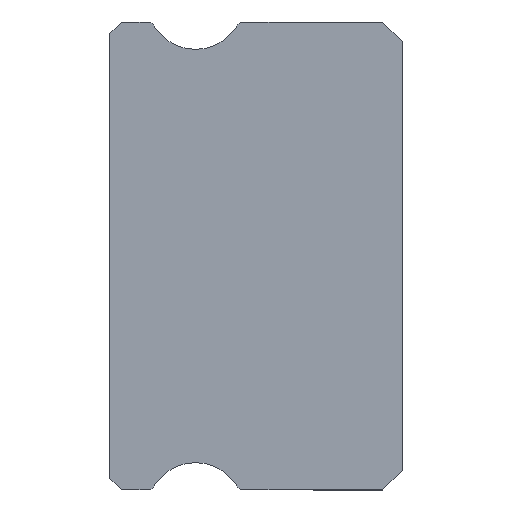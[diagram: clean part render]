
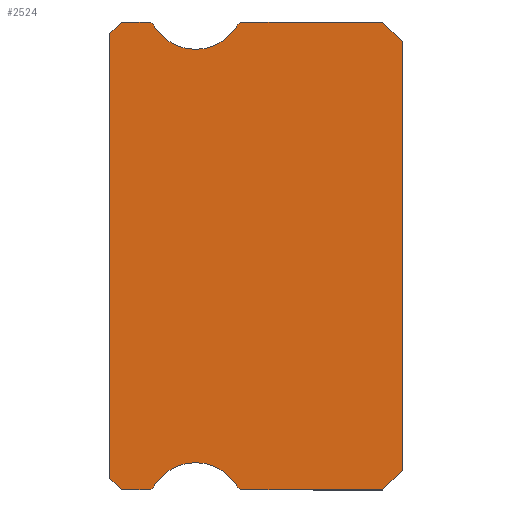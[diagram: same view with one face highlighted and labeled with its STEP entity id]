
A CAD part, left-side view. The second image highlights one B-rep face of the part: STEP entity #2524.
In plain terms, the highlighted planar face has unit normal (-1, 0, 0).
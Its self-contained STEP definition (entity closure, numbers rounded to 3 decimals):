
#7 = VERTEX_POINT ( 'NONE', #2385 ) ;
#12 = AXIS2_PLACEMENT_3D ( 'NONE', #1044, #1886, #840 ) ;
#18 = ORIENTED_EDGE ( 'NONE', *, *, #148, .F. ) ;
#53 = DIRECTION ( 'NONE',  ( 0., 1., 0. ) ) ;
#74 = CIRCLE ( 'NONE', #1598, 0.15 ) ;
#83 = EDGE_CURVE ( 'NONE', #2147, #7, #297, .T. ) ;
#119 = DIRECTION ( 'NONE',  ( 0., 0., -1. ) ) ;
#122 = ORIENTED_EDGE ( 'NONE', *, *, #1704, .F. ) ;
#143 = DIRECTION ( 'NONE',  ( 0., -1., 0. ) ) ;
#146 = EDGE_CURVE ( 'NONE', #2077, #2004, #1958, .T. ) ;
#148 = EDGE_CURVE ( 'NONE', #1320, #1911, #2198, .T. ) ;
#154 = AXIS2_PLACEMENT_3D ( 'NONE', #175, #1013, #119 ) ;
#173 = VECTOR ( 'NONE', #53, 1000. ) ;
#175 = CARTESIAN_POINT ( 'NONE',  ( -15., 5.3, -6.55 ) ) ;
#194 = CIRCLE ( 'NONE', #2230, 1.25 ) ;
#223 = EDGE_CURVE ( 'NONE', #1644, #1320, #1724, .T. ) ;
#285 = ORIENTED_EDGE ( 'NONE', *, *, #223, .F. ) ;
#297 = LINE ( 'NONE', #695, #1506 ) ;
#310 = DIRECTION ( 'NONE',  ( 0., -1., 0. ) ) ;
#320 = LINE ( 'NONE', #351, #2061 ) ;
#323 = CARTESIAN_POINT ( 'NONE',  ( -15., 0.5, -6. ) ) ;
#335 = DIRECTION ( 'NONE',  ( 0., -0.707, -0.707 ) ) ;
#351 = CARTESIAN_POINT ( 'NONE',  ( -15., 0.5, 6. ) ) ;
#361 = CARTESIAN_POINT ( 'NONE',  ( -15., 6.383, 5.925 ) ) ;
#372 = CARTESIAN_POINT ( 'NONE',  ( -15., 0.5, 6. ) ) ;
#379 = CARTESIAN_POINT ( 'NONE',  ( -15., 5.3, 5.3 ) ) ;
#388 = EDGE_LOOP ( 'NONE', ( #1525, #122, #2631, #2486, #1393, #18, #285, #2450, #1847, #441, #561, #2322, #1497, #1725, #2615, #914, #2070 ) ) ;
#393 = VECTOR ( 'NONE', #1179, 1000. ) ;
#441 = ORIENTED_EDGE ( 'NONE', *, *, #146, .T. ) ;
#453 = VERTEX_POINT ( 'NONE', #1159 ) ;
#472 = CARTESIAN_POINT ( 'NONE',  ( -15., 0., -5.5 ) ) ;
#473 = CARTESIAN_POINT ( 'NONE',  ( -15., 0., -5.5 ) ) ;
#485 = CARTESIAN_POINT ( 'NONE',  ( -15., 6.512, 5.85 ) ) ;
#504 = VERTEX_POINT ( 'NONE', #515 ) ;
#515 = CARTESIAN_POINT ( 'NONE',  ( -15., 6.512, 6. ) ) ;
#520 = EDGE_CURVE ( 'NONE', #1447, #1717, #74, .T. ) ;
#525 = DIRECTION ( 'NONE',  ( 0., 0., -1. ) ) ;
#546 = VECTOR ( 'NONE', #551, 1000. ) ;
#551 = DIRECTION ( 'NONE',  ( 0., 1., 0. ) ) ;
#561 = ORIENTED_EDGE ( 'NONE', *, *, #2659, .F. ) ;
#575 = VECTOR ( 'NONE', #1515, 1000. ) ;
#602 = DIRECTION ( 'NONE',  ( 0., 0., -1. ) ) ;
#659 = DIRECTION ( 'NONE',  ( 0., 0., -1. ) ) ;
#695 = CARTESIAN_POINT ( 'NONE',  ( -15., 6.512, -6. ) ) ;
#731 = DIRECTION ( 'NONE',  ( 0., 0., -1. ) ) ;
#746 = DIRECTION ( 'NONE',  ( 1., 0., 0. ) ) ;
#755 = DIRECTION ( 'NONE',  ( -1., 0., 0. ) ) ;
#818 = CARTESIAN_POINT ( 'NONE',  ( -15., 0., 5.5 ) ) ;
#835 = AXIS2_PLACEMENT_3D ( 'NONE', #1900, #895, #659 ) ;
#840 = DIRECTION ( 'NONE',  ( 0., 0., -1. ) ) ;
#855 = CARTESIAN_POINT ( 'NONE',  ( -15., 7.5, -5.7 ) ) ;
#880 = VECTOR ( 'NONE', #2185, 1000. ) ;
#895 = DIRECTION ( 'NONE',  ( -1., 0., 0. ) ) ;
#914 = ORIENTED_EDGE ( 'NONE', *, *, #1158, .F. ) ;
#921 = DIRECTION ( 'NONE',  ( 0., 0.707, -0.707 ) ) ;
#932 = CARTESIAN_POINT ( 'NONE',  ( -15., 0., 5.5 ) ) ;
#934 = CARTESIAN_POINT ( 'NONE',  ( -15., 5.3, 6.55 ) ) ;
#1013 = DIRECTION ( 'NONE',  ( -1., 0., 0. ) ) ;
#1044 = CARTESIAN_POINT ( 'NONE',  ( -15., 6.512, -5.85 ) ) ;
#1069 = CARTESIAN_POINT ( 'NONE',  ( -15., 4.217, 5.925 ) ) ;
#1106 = LINE ( 'NONE', #2554, #1401 ) ;
#1127 = EDGE_CURVE ( 'NONE', #2077, #1593, #2328, .T. ) ;
#1143 = EDGE_CURVE ( 'NONE', #453, #1206, #1106, .T. ) ;
#1158 = EDGE_CURVE ( 'NONE', #504, #1244, #1442, .T. ) ;
#1159 = CARTESIAN_POINT ( 'NONE',  ( -15., 7.2, 6. ) ) ;
#1179 = DIRECTION ( 'NONE',  ( 0., 0., 1. ) ) ;
#1194 = LINE ( 'NONE', #1404, #2040 ) ;
#1206 = VERTEX_POINT ( 'NONE', #1365 ) ;
#1244 = VERTEX_POINT ( 'NONE', #361 ) ;
#1315 = DIRECTION ( 'NONE',  ( 0., 0., -1. ) ) ;
#1320 = VERTEX_POINT ( 'NONE', #2471 ) ;
#1365 = CARTESIAN_POINT ( 'NONE',  ( -15., 7.5, 5.7 ) ) ;
#1389 = EDGE_CURVE ( 'NONE', #1911, #7, #2557, .T. ) ;
#1393 = ORIENTED_EDGE ( 'NONE', *, *, #1389, .F. ) ;
#1401 = VECTOR ( 'NONE', #921, 1000. ) ;
#1404 = CARTESIAN_POINT ( 'NONE',  ( -15., 6.512, 6. ) ) ;
#1435 = AXIS2_PLACEMENT_3D ( 'NONE', #2148, #2550, #2003 ) ;
#1442 = CIRCLE ( 'NONE', #1790, 0.15 ) ;
#1447 = VERTEX_POINT ( 'NONE', #1069 ) ;
#1497 = ORIENTED_EDGE ( 'NONE', *, *, #520, .F. ) ;
#1506 = VECTOR ( 'NONE', #310, 1000. ) ;
#1515 = DIRECTION ( 'NONE',  ( 0., 0.707, -0.707 ) ) ;
#1525 = ORIENTED_EDGE ( 'NONE', *, *, #1143, .T. ) ;
#1545 = EDGE_CURVE ( 'NONE', #2416, #2147, #2562, .T. ) ;
#1569 = EDGE_CURVE ( 'NONE', #1593, #1644, #2574, .T. ) ;
#1570 = CARTESIAN_POINT ( 'NONE',  ( -15., 7.2, 6. ) ) ;
#1593 = VERTEX_POINT ( 'NONE', #323 ) ;
#1598 = AXIS2_PLACEMENT_3D ( 'NONE', #1735, #746, #731 ) ;
#1620 = CARTESIAN_POINT ( 'NONE',  ( -15., 7.5, 5.85 ) ) ;
#1633 = LINE ( 'NONE', #1620, #393 ) ;
#1636 = DIRECTION ( 'NONE',  ( 1., 0., 0. ) ) ;
#1644 = VERTEX_POINT ( 'NONE', #2013 ) ;
#1654 = VERTEX_POINT ( 'NONE', #379 ) ;
#1685 = EDGE_CURVE ( 'NONE', #1717, #2361, #1194, .T. ) ;
#1704 = EDGE_CURVE ( 'NONE', #2416, #1206, #1633, .T. ) ;
#1717 = VERTEX_POINT ( 'NONE', #1823 ) ;
#1724 = CIRCLE ( 'NONE', #2368, 0.15 ) ;
#1725 = ORIENTED_EDGE ( 'NONE', *, *, #2634, .F. ) ;
#1730 = FACE_OUTER_BOUND ( 'NONE', #388, .T. ) ;
#1735 = CARTESIAN_POINT ( 'NONE',  ( -15., 4.088, 5.85 ) ) ;
#1759 = PLANE ( 'NONE',  #1435 ) ;
#1790 = AXIS2_PLACEMENT_3D ( 'NONE', #485, #1951, #1315 ) ;
#1823 = CARTESIAN_POINT ( 'NONE',  ( -15., 4.088, 6. ) ) ;
#1841 = CARTESIAN_POINT ( 'NONE',  ( -15., 4.088, -5.85 ) ) ;
#1847 = ORIENTED_EDGE ( 'NONE', *, *, #1127, .F. ) ;
#1867 = CARTESIAN_POINT ( 'NONE',  ( -15., 6.383, -5.925 ) ) ;
#1886 = DIRECTION ( 'NONE',  ( 1., 0., 0. ) ) ;
#1900 = CARTESIAN_POINT ( 'NONE',  ( -15., 5.3, 6.55 ) ) ;
#1911 = VERTEX_POINT ( 'NONE', #1867 ) ;
#1941 = VECTOR ( 'NONE', #2658, 1000. ) ;
#1951 = DIRECTION ( 'NONE',  ( 1., 0., 0. ) ) ;
#1958 = LINE ( 'NONE', #932, #1941 ) ;
#2003 = DIRECTION ( 'NONE',  ( 0., 0., -1. ) ) ;
#2004 = VERTEX_POINT ( 'NONE', #818 ) ;
#2013 = CARTESIAN_POINT ( 'NONE',  ( -15., 4.088, -6. ) ) ;
#2040 = VECTOR ( 'NONE', #143, 1000. ) ;
#2061 = VECTOR ( 'NONE', #335, 1000. ) ;
#2070 = ORIENTED_EDGE ( 'NONE', *, *, #2601, .T. ) ;
#2077 = VERTEX_POINT ( 'NONE', #473 ) ;
#2147 = VERTEX_POINT ( 'NONE', #2532 ) ;
#2148 = CARTESIAN_POINT ( 'NONE',  ( -15., 6.512, 5.85 ) ) ;
#2156 = CARTESIAN_POINT ( 'NONE',  ( -15., 7.2, -6. ) ) ;
#2185 = DIRECTION ( 'NONE',  ( 0., -0.707, -0.707 ) ) ;
#2198 = CIRCLE ( 'NONE', #154, 1.25 ) ;
#2230 = AXIS2_PLACEMENT_3D ( 'NONE', #934, #755, #525 ) ;
#2322 = ORIENTED_EDGE ( 'NONE', *, *, #1685, .F. ) ;
#2328 = LINE ( 'NONE', #472, #575 ) ;
#2361 = VERTEX_POINT ( 'NONE', #372 ) ;
#2368 = AXIS2_PLACEMENT_3D ( 'NONE', #1841, #1636, #602 ) ;
#2384 = CARTESIAN_POINT ( 'NONE',  ( -15., 6.512, -6. ) ) ;
#2385 = CARTESIAN_POINT ( 'NONE',  ( -15., 6.512, -6. ) ) ;
#2416 = VERTEX_POINT ( 'NONE', #855 ) ;
#2450 = ORIENTED_EDGE ( 'NONE', *, *, #1569, .F. ) ;
#2456 = EDGE_CURVE ( 'NONE', #1244, #1654, #2555, .T. ) ;
#2471 = CARTESIAN_POINT ( 'NONE',  ( -15., 4.217, -5.925 ) ) ;
#2486 = ORIENTED_EDGE ( 'NONE', *, *, #83, .T. ) ;
#2524 = ADVANCED_FACE ( 'NONE', ( #1730 ), #1759, .F. ) ;
#2532 = CARTESIAN_POINT ( 'NONE',  ( -15., 7.2, -6. ) ) ;
#2550 = DIRECTION ( 'NONE',  ( 1., 0., 0. ) ) ;
#2554 = CARTESIAN_POINT ( 'NONE',  ( -15., 7.5, 5.7 ) ) ;
#2555 = CIRCLE ( 'NONE', #835, 1.25 ) ;
#2557 = CIRCLE ( 'NONE', #12, 0.15 ) ;
#2562 = LINE ( 'NONE', #2156, #880 ) ;
#2574 = LINE ( 'NONE', #2384, #173 ) ;
#2601 = EDGE_CURVE ( 'NONE', #504, #453, #2606, .T. ) ;
#2606 = LINE ( 'NONE', #1570, #546 ) ;
#2615 = ORIENTED_EDGE ( 'NONE', *, *, #2456, .F. ) ;
#2631 = ORIENTED_EDGE ( 'NONE', *, *, #1545, .T. ) ;
#2634 = EDGE_CURVE ( 'NONE', #1654, #1447, #194, .T. ) ;
#2658 = DIRECTION ( 'NONE',  ( 0., 0., 1. ) ) ;
#2659 = EDGE_CURVE ( 'NONE', #2361, #2004, #320, .T. ) ;
